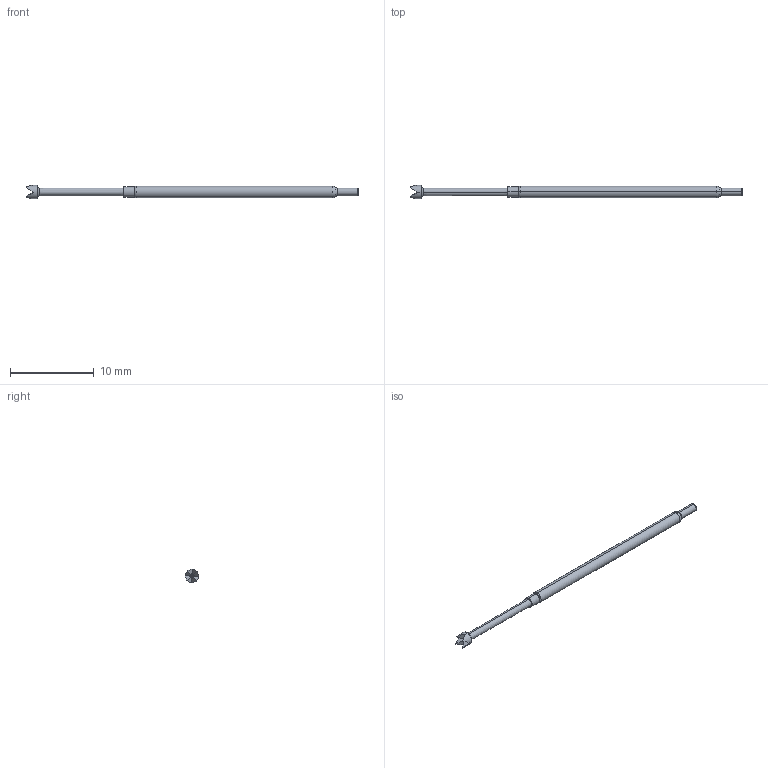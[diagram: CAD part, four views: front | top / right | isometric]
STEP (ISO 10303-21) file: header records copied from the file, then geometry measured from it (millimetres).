
FILE_DESCRIPTION (( 'STEP AP214' ), '1' );
FILE_NAME ('X75-PRP4004_.STEP', '2016-04-19T14:31:07', ( 'spare' ), ( '' ), 'SwSTEP 2.0', 'SolidWorks 2016', '' );
FILE_SCHEMA (( 'AUTOMOTIVE_DESIGN' ));
Length unit declared in the file: inch
Products named in the file (1): X75-PRP4004_
Bounding box: 39.62 x 1.58 x 1.58 mm (x, y, z)
Volume: 47.1 mm3; surface area: 156.4 mm2
Topology: 1 solids, 1 shells, 43 faces, 96 edges, 56 vertices
Faces by surface type: plane 15, torus 12, cone 8, cylinder 8
Entity records: 1789 total; most frequent: DIRECTION 228, CARTESIAN_POINT 220, ORIENTED_EDGE 192, EDGE_CURVE 96, AXIS2_PLACEMENT_3D 96, VERTEX_POINT 56, CIRCLE 52, UNCERTAINTY_MEASURE_WITH_UNIT 46
